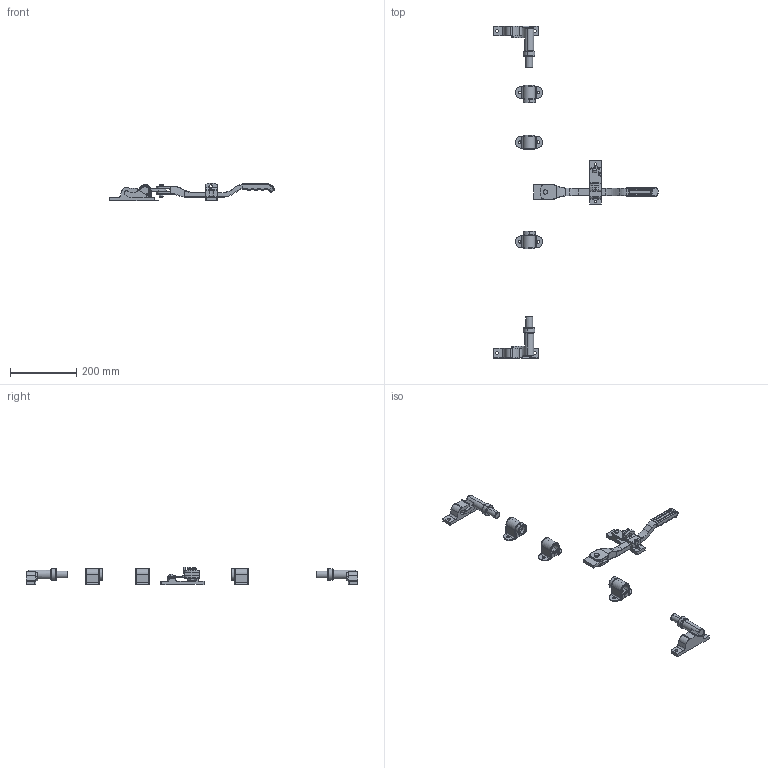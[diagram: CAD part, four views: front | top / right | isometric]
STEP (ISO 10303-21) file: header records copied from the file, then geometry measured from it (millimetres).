
FILE_DESCRIPTION (( 'STEP AP203' ), '1' );
FILE_NAME ('sone3D.STEP', '2014-04-03T08:24:06', ( '' ), ( '' ), 'SwSTEP 2.0', 'SolidWorks 2012', '' );
FILE_SCHEMA (( 'CONFIG_CONTROL_DESIGN' ));
Length unit declared in the file: millimetre
Products named in the file (19): FA-810-1僉乕僷乕__L; FA-810-1リング_; FA-810-1僷僀僾僈僀僪assy_; FA-810-1僈僀僪僀儞僫乕_; FA-810-1僷僀僾僈僀僪_; FA-810-1僴儞僪儖assy_; 六角ナットM8（1種）_M8(1種)_公; スプリングワッシャーM8_JIS B 1251 No.2 8; 榋妏儃儖僩M8_榋妏儃儖僩M8亊35; FA-810-1僷僀僾僗僥乕_; FA-810-1ハンドル_; sone3D; FA-810-1僴儞僪儖庴偗assy_; FA-810-1リベット_; FA-810-1掛金_; FA-810-1ベース_; FA-810-1僼僢僋__R; FA-810-1僼僢僋__L; FA-810-1僉乕僷乕__R
Assembly tree (21 placements, depth 3):
  sone3D
    FA-810-1僴儞僪儖assy_
      FA-810-1ハンドル_
      FA-810-1僷僀僾僗僥乕_
      榋妏儃儖僩M8_榋妏儃儖僩M8亊35
      スプリングワッシャーM8_JIS B 1251 No.2 8
      六角ナットM8（1種）_M8(1種)_公
    FA-810-1僷僀僾僈僀僪assy_  x3
      FA-810-1僷僀僾僈僀僪_
      FA-810-1僈僀僪僀儞僫乕_
    FA-810-1リング_  x2
    FA-810-1僉乕僷乕__L
    FA-810-1僉乕僷乕__R
    FA-810-1僼僢僋__L
    FA-810-1僼僢僋__R
    FA-810-1僴儞僪儖庴偗assy_
      FA-810-1ベース_
      FA-810-1掛金_
      FA-810-1リベット_
Bounding box: 495.78 x 1000 x 54 mm (x, y, z)
Volume: 670439.1 mm3; surface area: 226173.5 mm2
Topology: 20 solids, 20 shells, 694 faces, 1748 edges, 1102 vertices
Faces by surface type: cylinder 289, plane 257, torus 92, bspline 38, cone 16, sphere 2
Entity records: 20590 total; most frequent: CARTESIAN_POINT 5079, DIRECTION 2989, ORIENTED_EDGE 2760, EDGE_CURVE 1380, AXIS2_PLACEMENT_3D 1189, VERTEX_POINT 858, CIRCLE 642, VECTOR 611
